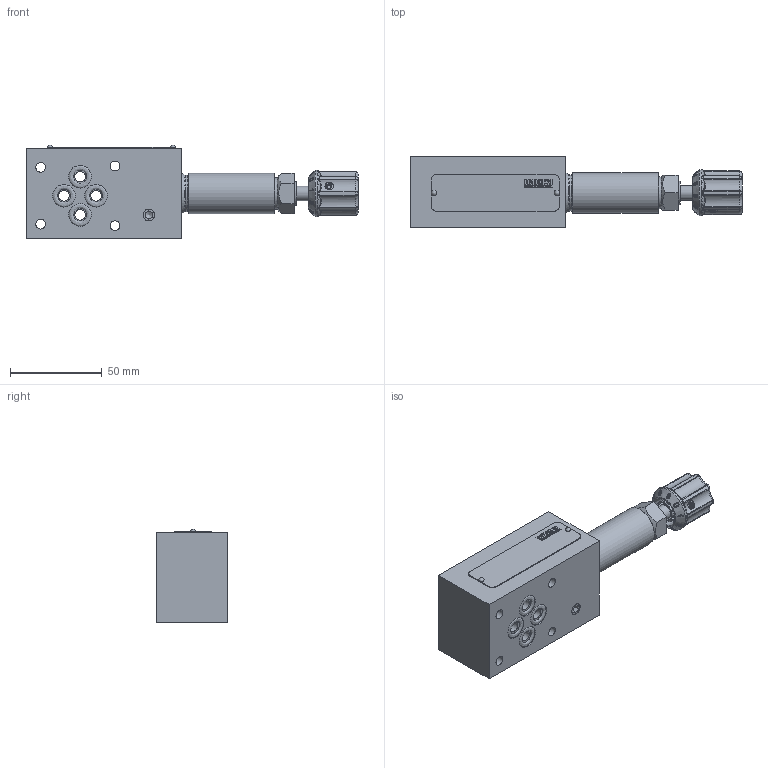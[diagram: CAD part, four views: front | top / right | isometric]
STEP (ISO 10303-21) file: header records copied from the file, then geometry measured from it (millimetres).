
FILE_DESCRIPTION (( 'STEP AP214' ), '1' );
FILE_NAME ('DB...-6I-P-...-D.STEP', '2022-10-11T15:10:38', ( '' ), ( '' ), 'SwSTEP 2.0', 'SolidWorks 2020', '' );
FILE_SCHEMA (( 'AUTOMOTIVE_DESIGN' ));
Length unit declared in the file: millimetre
Products named in the file (1): DB...-6I-P-...-D
Bounding box: 180.9 x 39.08 x 51.1 mm (x, y, z)
Volume: 187279.8 mm3; surface area: 33500.6 mm2
Topology: 1 solids, 4 shells, 831 faces, 2104 edges, 1343 vertices
Faces by surface type: plane 425, bspline 261, cylinder 103, cone 42
Full cylindrical faces by diameter (mm): 1 x1, 2.35 x1, 3.9 x1, 5 x2, 5.3 x4, 5.8 x4, 6.466 x4, 6.5 x1, 8 x1, 8.5 x2, 9.056 x1, 9.069 x1, 9.091 x1, 9.269 x1, 9.939 x1, 9.982 x1, 9.991 x1, 10.132 x1, 11 x1, 12.35 x4, 12.9 x1, 17 x1, 17.3 x1, 17.4 x1, 19.7 x1, 22 x1, 25.2 x1
Entity records: 35180 total; most frequent: CARTESIAN_POINT 17968, ORIENTED_EDGE 3944, DIRECTION 2627, EDGE_CURVE 1972, VERTEX_POINT 1308, EDGE_LOOP 1004, VECTOR 971, LINE 971
